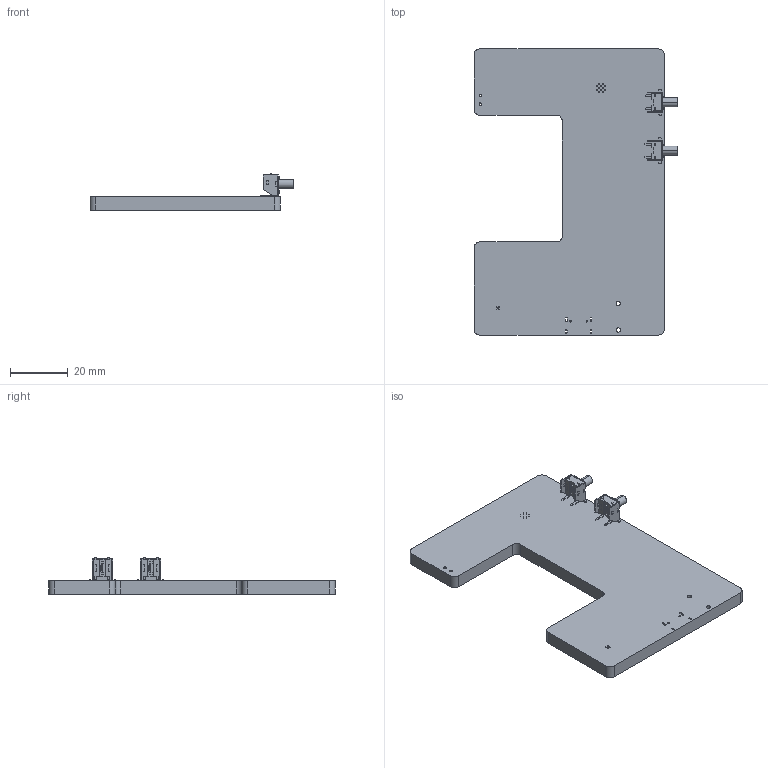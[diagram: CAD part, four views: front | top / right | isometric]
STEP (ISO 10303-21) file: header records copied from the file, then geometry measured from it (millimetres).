
FILE_DESCRIPTION(('KiCad electronic assembly'),'2;1');
FILE_NAME('EV11 Board Design.step','2024-07-15T14:32:17',('Pcbnew'),( 'Kicad'),'Open CASCADE STEP processor 7.6','KiCad to STEP converter' ,'Unknown');
FILE_SCHEMA(('AUTOMOTIVE_DESIGN { 1 0 10303 214 1 1 1 1 }'));
Length unit declared in the file: millimetre
Products named in the file (4): EV11 Board Design 1; KEY-SMD_2P-L7.1-W10.6-P4.00-LS9.0; EV11 Board Design_PCB
Assembly tree (4 placements, depth 3):
  EV11 Board Design 1
    KEY-SMD_2P-L7.1-W10.6-P4.00-LS9.0  x2
      KEY-SMD_2P-L7.1-W10.6-P4.00-LS9.0
    EV11 Board Design_PCB
Bounding box: 70.72 x 99.3 x 12.64 mm (x, y, z)
Volume: 24728.9 mm3; surface area: 13507.6 mm2
Topology: 13 solids, 13 shells, 889 faces, 2423 edges, 1606 vertices
Faces by surface type: plane 574, bspline 224, cylinder 71, cone 12, revolution 8
Full cylindrical faces by diameter (mm): 0.2 x12, 0.3 x5, 0.65 x2, 0.9 x2, 1.5 x2
Entity records: 18963 total; most frequent: CARTESIAN_POINT 4782, ORIENTED_EDGE 2604, DIRECTION 1948, EDGE_CURVE 1302, LINE 936, VECTOR 936, VERTEX_POINT 866, FACE_BOUND 572
